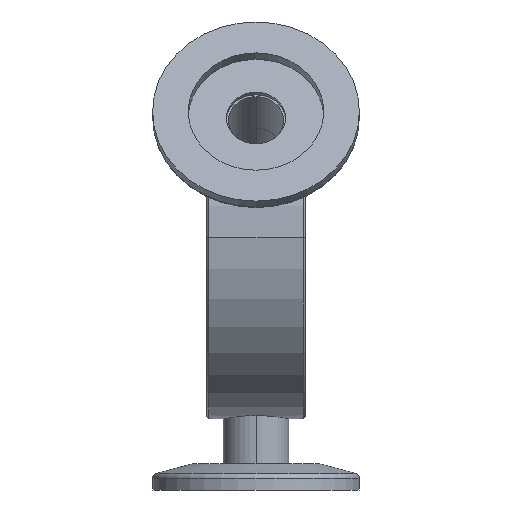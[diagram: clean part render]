
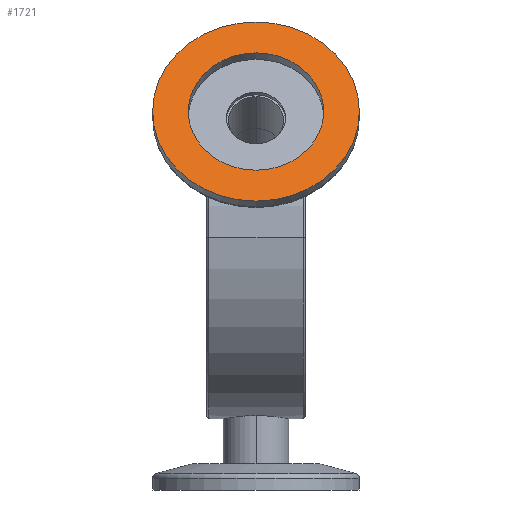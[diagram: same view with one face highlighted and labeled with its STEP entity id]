
A CAD part, left-side view. The second image highlights one B-rep face of the part: STEP entity #1721.
In plain terms, the highlighted face is planar.
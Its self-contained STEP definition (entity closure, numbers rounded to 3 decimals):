
#53 = CARTESIAN_POINT ( 'NONE',  ( 0., 0., -13.1 ) ) ;
#92 = CIRCLE ( 'NONE', #466, 20. ) ;
#135 = CIRCLE ( 'NONE', #3749, 20. ) ;
#244 = ORIENTED_EDGE ( 'NONE', *, *, #1987, .F. ) ;
#265 = PLANE ( 'NONE',  #2180 ) ;
#413 = CARTESIAN_POINT ( 'NONE',  ( 0., 0., 0. ) ) ;
#466 = AXIS2_PLACEMENT_3D ( 'NONE', #413, #3685, #1045 ) ;
#542 = DIRECTION ( 'NONE',  ( 0., 1., 0. ) ) ;
#601 = CIRCLE ( 'NONE', #3328, 13.1 ) ;
#697 = DIRECTION ( 'NONE',  ( 0., 0., -1. ) ) ;
#876 = CARTESIAN_POINT ( 'NONE',  ( 0., 0., 0. ) ) ;
#889 = VERTEX_POINT ( 'NONE', #3120 ) ;
#942 = EDGE_LOOP ( 'NONE', ( #1639, #1213 ) ) ;
#1024 = DIRECTION ( 'NONE',  ( 0., -1., 0. ) ) ;
#1045 = DIRECTION ( 'NONE',  ( 0., 0., -1. ) ) ;
#1155 = DIRECTION ( 'NONE',  ( 0., 0., -1. ) ) ;
#1164 = DIRECTION ( 'NONE',  ( 0., 0., 1. ) ) ;
#1210 = VERTEX_POINT ( 'NONE', #53 ) ;
#1213 = ORIENTED_EDGE ( 'NONE', *, *, #2724, .T. ) ;
#1342 = CARTESIAN_POINT ( 'NONE',  ( 0., 0., 20. ) ) ;
#1639 = ORIENTED_EDGE ( 'NONE', *, *, #3010, .T. ) ;
#1721 = ADVANCED_FACE ( 'NONE', ( #2043, #2141 ), #265, .F. ) ;
#1755 = AXIS2_PLACEMENT_3D ( 'NONE', #876, #2932, #1155 ) ;
#1883 = DIRECTION ( 'NONE',  ( 0., -1., 0. ) ) ;
#1898 = DIRECTION ( 'NONE',  ( 0., 0., -1. ) ) ;
#1987 = EDGE_CURVE ( 'NONE', #889, #1210, #601, .T. ) ;
#2043 = FACE_BOUND ( 'NONE', #3105, .T. ) ;
#2141 = FACE_OUTER_BOUND ( 'NONE', #942, .T. ) ;
#2180 = AXIS2_PLACEMENT_3D ( 'NONE', #3263, #542, #1164 ) ;
#2247 = CARTESIAN_POINT ( 'NONE',  ( 0., 0., 0. ) ) ;
#2386 = VERTEX_POINT ( 'NONE', #1342 ) ;
#2547 = EDGE_CURVE ( 'NONE', #1210, #889, #3723, .T. ) ;
#2599 = CARTESIAN_POINT ( 'NONE',  ( 0., 0., 0. ) ) ;
#2724 = EDGE_CURVE ( 'NONE', #2386, #3289, #135, .T. ) ;
#2828 = CARTESIAN_POINT ( 'NONE',  ( 0., 0., -20. ) ) ;
#2844 = ORIENTED_EDGE ( 'NONE', *, *, #2547, .F. ) ;
#2932 = DIRECTION ( 'NONE',  ( 0., -1., 0. ) ) ;
#3010 = EDGE_CURVE ( 'NONE', #3289, #2386, #92, .T. ) ;
#3105 = EDGE_LOOP ( 'NONE', ( #2844, #244 ) ) ;
#3120 = CARTESIAN_POINT ( 'NONE',  ( 0., 0., 13.1 ) ) ;
#3263 = CARTESIAN_POINT ( 'NONE',  ( -13.1, 0., 0. ) ) ;
#3289 = VERTEX_POINT ( 'NONE', #2828 ) ;
#3328 = AXIS2_PLACEMENT_3D ( 'NONE', #2247, #1024, #697 ) ;
#3685 = DIRECTION ( 'NONE',  ( 0., -1., 0. ) ) ;
#3723 = CIRCLE ( 'NONE', #1755, 13.1 ) ;
#3749 = AXIS2_PLACEMENT_3D ( 'NONE', #2599, #1883, #1898 ) ;
